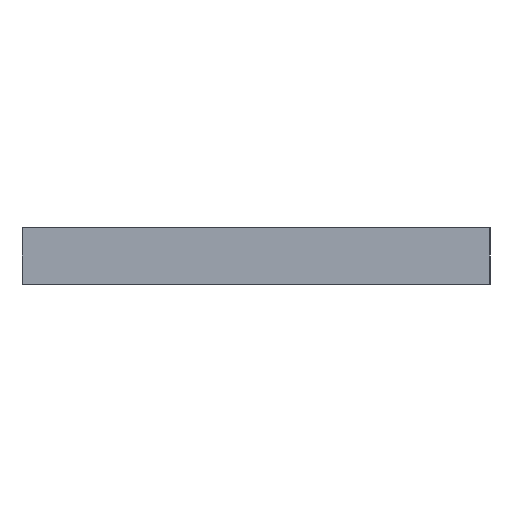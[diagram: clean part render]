
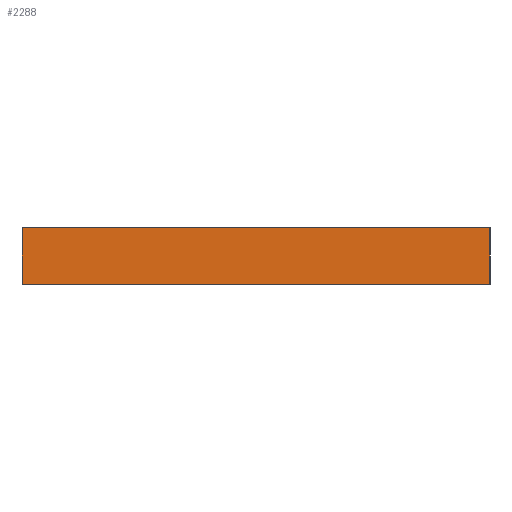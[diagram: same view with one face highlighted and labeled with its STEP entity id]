
A CAD part, left-side view. The second image highlights one B-rep face of the part: STEP entity #2288.
In plain terms, the highlighted planar face has unit normal (-1, 0, 0).
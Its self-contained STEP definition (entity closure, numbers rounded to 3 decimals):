
#330=FACE_OUTER_BOUND('',#440,.T.);
#440=EDGE_LOOP('',(#1903,#1904,#1905,#1906));
#704=LINE('',#3799,#924);
#712=LINE('',#3814,#932);
#713=LINE('',#3816,#933);
#714=LINE('',#3817,#934);
#924=VECTOR('',#3148,10.);
#932=VECTOR('',#3160,10.);
#933=VECTOR('',#3163,10.);
#934=VECTOR('',#3164,10.);
#1144=VERTEX_POINT('',#3796);
#1145=VERTEX_POINT('',#3798);
#1149=VERTEX_POINT('',#3810);
#1150=VERTEX_POINT('',#3812);
#1464=EDGE_CURVE('',#1144,#1145,#704,.T.);
#1472=EDGE_CURVE('',#1149,#1150,#712,.T.);
#1473=EDGE_CURVE('',#1144,#1149,#713,.T.);
#1474=EDGE_CURVE('',#1145,#1150,#714,.T.);
#1903=ORIENTED_EDGE('',*,*,#1473,.T.);
#1904=ORIENTED_EDGE('',*,*,#1472,.T.);
#1905=ORIENTED_EDGE('',*,*,#1474,.F.);
#1906=ORIENTED_EDGE('',*,*,#1464,.F.);
#2178=PLANE('',#2516);
#2288=ADVANCED_FACE('',(#330),#2178,.T.);
#2516=AXIS2_PLACEMENT_3D('',#3815,#3161,#3162);
#3148=DIRECTION('',(0.,0.,1.));
#3160=DIRECTION('',(0.,0.,1.));
#3161=DIRECTION('center_axis',(-1.,0.,0.));
#3162=DIRECTION('ref_axis',(0.,-1.,0.));
#3163=DIRECTION('',(0.,-1.,0.));
#3164=DIRECTION('',(0.,-1.,0.));
#3796=CARTESIAN_POINT('',(0.,100.,0.));
#3798=CARTESIAN_POINT('',(0.,100.,12.));
#3799=CARTESIAN_POINT('',(0.,100.,0.));
#3810=CARTESIAN_POINT('',(0.,0.,0.));
#3812=CARTESIAN_POINT('',(0.,0.,12.));
#3814=CARTESIAN_POINT('',(0.,0.,0.));
#3815=CARTESIAN_POINT('Origin',(0.,100.,0.));
#3816=CARTESIAN_POINT('',(0.,100.,0.));
#3817=CARTESIAN_POINT('',(0.,100.,12.));
